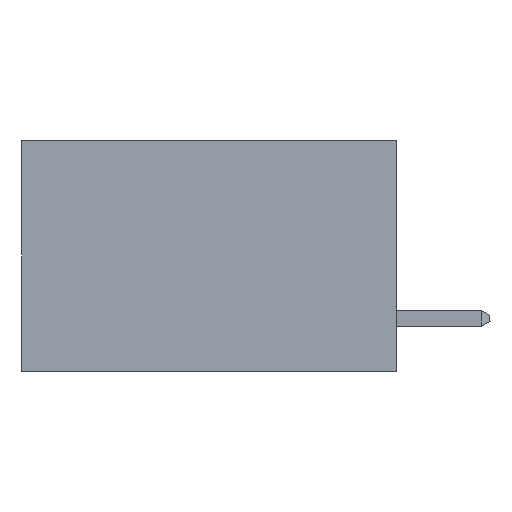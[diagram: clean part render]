
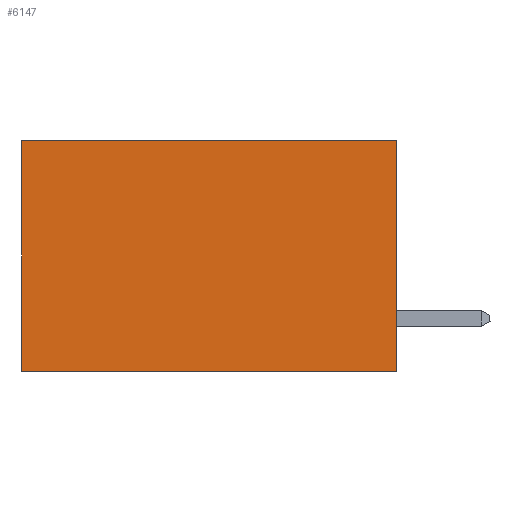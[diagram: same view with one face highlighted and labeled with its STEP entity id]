
A CAD part, left-side view. The second image highlights one B-rep face of the part: STEP entity #6147.
In plain terms, the highlighted planar face has unit normal (-1, 0, 0).
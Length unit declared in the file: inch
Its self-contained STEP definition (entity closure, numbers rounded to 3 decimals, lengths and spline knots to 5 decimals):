
#47 = LINE ( 'NONE', #9453, #9874 ) ;
#68 = LINE ( 'NONE', #666, #10192 ) ;
#109 = CARTESIAN_POINT ( 'NONE',  ( 0.298, 0., 0. ) ) ;
#666 = CARTESIAN_POINT ( 'NONE',  ( 0.298, 0., 0. ) ) ;
#1433 = LINE ( 'NONE', #3145, #9499 ) ;
#1593 = EDGE_CURVE ( 'NONE', #5602, #7188, #68, .T. ) ;
#1780 = DIRECTION ( 'NONE',  ( 0., 0., -1. ) ) ;
#2075 = ORIENTED_EDGE ( 'NONE', *, *, #3576, .F. ) ;
#2221 = VECTOR ( 'NONE', #8438, 39.37008 ) ;
#2400 = PLANE ( 'NONE',  #8106 ) ;
#3145 = CARTESIAN_POINT ( 'NONE',  ( 0.298, 0., -0.37 ) ) ;
#3293 = EDGE_LOOP ( 'NONE', ( #3681, #2075, #4828, #7722 ) ) ;
#3524 = CARTESIAN_POINT ( 'NONE',  ( 0.298, 0., 0. ) ) ;
#3576 = EDGE_CURVE ( 'NONE', #9710, #7249, #1433, .T. ) ;
#3681 = ORIENTED_EDGE ( 'NONE', *, *, #6368, .T. ) ;
#4785 = LINE ( 'NONE', #3524, #2221 ) ;
#4828 = ORIENTED_EDGE ( 'NONE', *, *, #8063, .F. ) ;
#5602 = VERTEX_POINT ( 'NONE', #5859 ) ;
#5859 = CARTESIAN_POINT ( 'NONE',  ( 0.298, 0., 0. ) ) ;
#6147 = ADVANCED_FACE ( 'NONE', ( #10330 ), #2400, .F. ) ;
#6203 = CARTESIAN_POINT ( 'NONE',  ( 0.298, 0., -0.37 ) ) ;
#6368 = EDGE_CURVE ( 'NONE', #7188, #7249, #47, .T. ) ;
#7188 = VERTEX_POINT ( 'NONE', #12418 ) ;
#7249 = VERTEX_POINT ( 'NONE', #7801 ) ;
#7722 = ORIENTED_EDGE ( 'NONE', *, *, #1593, .T. ) ;
#7801 = CARTESIAN_POINT ( 'NONE',  ( 0.298, 0.6, -0.37 ) ) ;
#8063 = EDGE_CURVE ( 'NONE', #5602, #9710, #4785, .T. ) ;
#8106 = AXIS2_PLACEMENT_3D ( 'NONE', #109, #10156, #10517 ) ;
#8438 = DIRECTION ( 'NONE',  ( 0., 0., -1. ) ) ;
#9453 = CARTESIAN_POINT ( 'NONE',  ( 0.298, 0.6, 0. ) ) ;
#9499 = VECTOR ( 'NONE', #11595, 39.37008 ) ;
#9710 = VERTEX_POINT ( 'NONE', #6203 ) ;
#9874 = VECTOR ( 'NONE', #1780, 39.37008 ) ;
#10156 = DIRECTION ( 'NONE',  ( 1., 0., 0. ) ) ;
#10192 = VECTOR ( 'NONE', #11881, 39.37008 ) ;
#10330 = FACE_OUTER_BOUND ( 'NONE', #3293, .T. ) ;
#10517 = DIRECTION ( 'NONE',  ( 0., 0., -1. ) ) ;
#11595 = DIRECTION ( 'NONE',  ( 0., 1., 0. ) ) ;
#11881 = DIRECTION ( 'NONE',  ( 0., 1., 0. ) ) ;
#12418 = CARTESIAN_POINT ( 'NONE',  ( 0.298, 0.6, 0. ) ) ;
